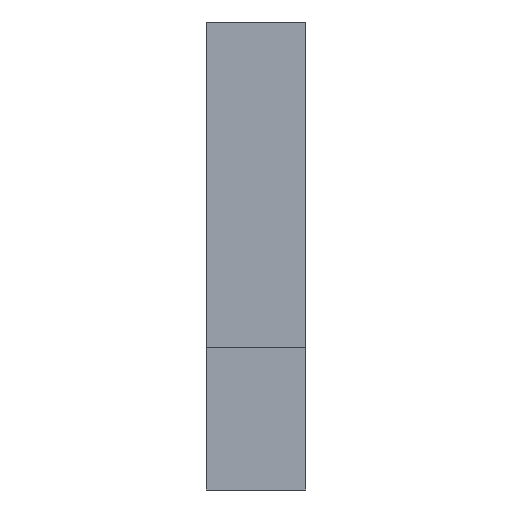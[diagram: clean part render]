
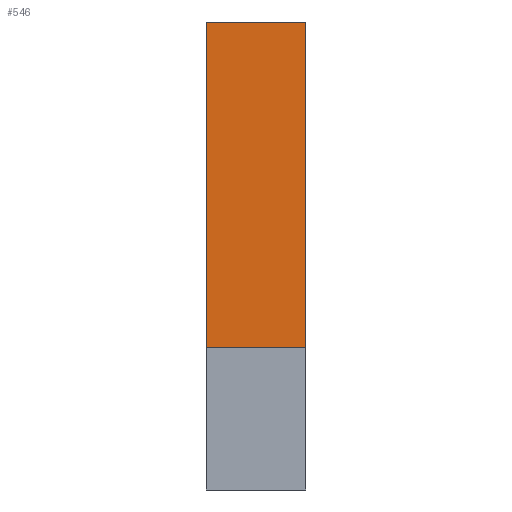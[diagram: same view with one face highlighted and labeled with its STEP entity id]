
A CAD part, front view. The second image highlights one B-rep face of the part: STEP entity #546.
In plain terms, the highlighted planar face has unit normal (0, -1, 0).
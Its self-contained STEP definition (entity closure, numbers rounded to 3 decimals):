
#494=CARTESIAN_POINT('Vertex',(35.,-950.5,82.)) ;
#501=CARTESIAN_POINT('Vertex',(0.,-950.5,82.)) ;
#504=CARTESIAN_POINT('Line Origine',(17.5,-950.5,82.)) ;
#516=CARTESIAN_POINT('Axis2P3D Location',(0.,-950.5,82.)) ;
#521=CARTESIAN_POINT('Line Origine',(35.,-950.5,25.)) ;
#525=CARTESIAN_POINT('Vertex',(35.,-950.5,-32.)) ;
#528=CARTESIAN_POINT('Line Origine',(0.,-950.5,25.)) ;
#532=CARTESIAN_POINT('Vertex',(0.,-950.5,-32.)) ;
#535=CARTESIAN_POINT('Line Origine',(17.5,-950.5,-32.)) ;
#505=DIRECTION('Vector Direction',(1.,0.,0.)) ;
#517=DIRECTION('Axis2P3D Direction',(0.,-1.,0.)) ;
#518=DIRECTION('Axis2P3D XDirection',(0.,0.,-1.)) ;
#522=DIRECTION('Vector Direction',(0.,0.,-1.)) ;
#529=DIRECTION('Vector Direction',(0.,0.,-1.)) ;
#536=DIRECTION('Vector Direction',(1.,0.,0.)) ;
#519=AXIS2_PLACEMENT_3D('Plane Axis2P3D',#516,#517,#518) ;
#541=ORIENTED_EDGE('',*,*,#527,.T.) ;
#542=ORIENTED_EDGE('',*,*,#508,.F.) ;
#543=ORIENTED_EDGE('',*,*,#534,.F.) ;
#544=ORIENTED_EDGE('',*,*,#539,.T.) ;
#506=VECTOR('Line Direction',#505,1.) ;
#523=VECTOR('Line Direction',#522,1.) ;
#530=VECTOR('Line Direction',#529,1.) ;
#537=VECTOR('Line Direction',#536,1.) ;
#546=ADVANCED_FACE('Corps principal',(#545),#520,.T.) ;
#508=EDGE_CURVE('',#502,#495,#507,.T.) ;
#527=EDGE_CURVE('',#526,#495,#524,.F.) ;
#534=EDGE_CURVE('',#533,#502,#531,.F.) ;
#539=EDGE_CURVE('',#533,#526,#538,.T.) ;
#540=EDGE_LOOP('',(#541,#542,#543,#544)) ;
#545=FACE_OUTER_BOUND('',#540,.T.) ;
#507=LINE('Line',#504,#506) ;
#524=LINE('Line',#521,#523) ;
#531=LINE('Line',#528,#530) ;
#538=LINE('Line',#535,#537) ;
#520=PLANE('Plane',#519) ;
#495=VERTEX_POINT('',#494) ;
#502=VERTEX_POINT('',#501) ;
#526=VERTEX_POINT('',#525) ;
#533=VERTEX_POINT('',#532) ;
